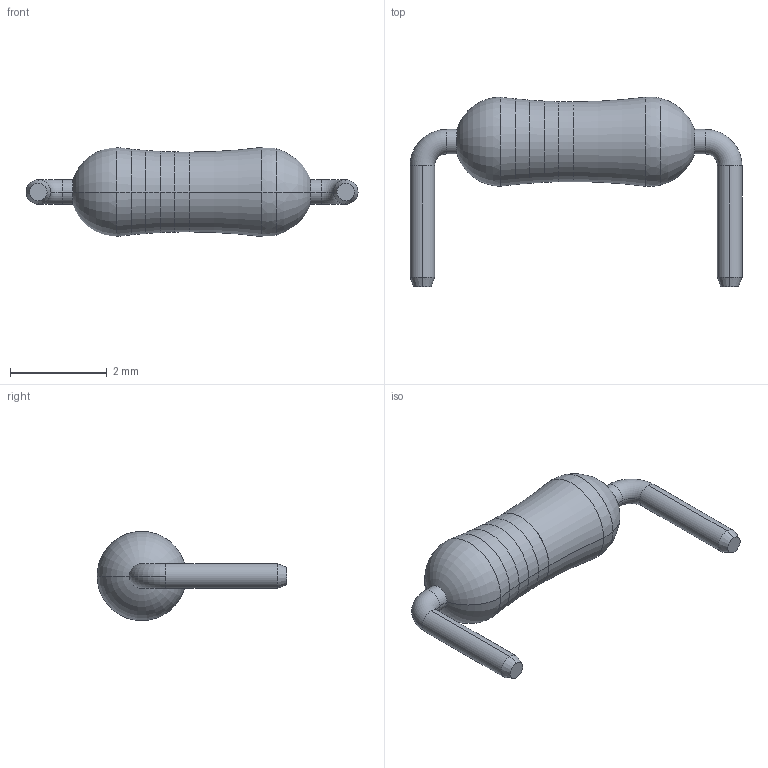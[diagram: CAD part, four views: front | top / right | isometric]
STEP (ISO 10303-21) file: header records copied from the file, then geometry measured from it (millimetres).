
FILE_DESCRIPTION (( 'STEP AP214' ), '1' );
FILE_NAME ('55E05DA6-C8B2-494E-9933-DEFD15A93B45.STEP', '2009-04-20T11:07:07', ( 'sysAdmin' ), ( 'SolidWorks' ), 'SwSTEP 2.0', 'SolidWorks 2009', '' );
FILE_SCHEMA (( 'AUTOMOTIVE_DESIGN' ));
Length unit declared in the file: millimetre
Products named in the file (1): 55E05DA6-C8B2-494E-9933-DEFD15A93B45
Bounding box: 6.86 x 3.92 x 1.84 mm (x, y, z)
Volume: 11.9 mm3; surface area: 38.4 mm2
Topology: 1 solids, 1 shells, 38 faces, 78 edges, 42 vertices
Faces by surface type: torus 24, cylinder 8, cone 4, plane 2
Entity records: 1449 total; most frequent: DIRECTION 222, CARTESIAN_POINT 159, ORIENTED_EDGE 156, AXIS2_PLACEMENT_3D 105, EDGE_CURVE 78, CIRCLE 66, VERTEX_POINT 42, UNCERTAINTY_MEASURE_WITH_UNIT 40
